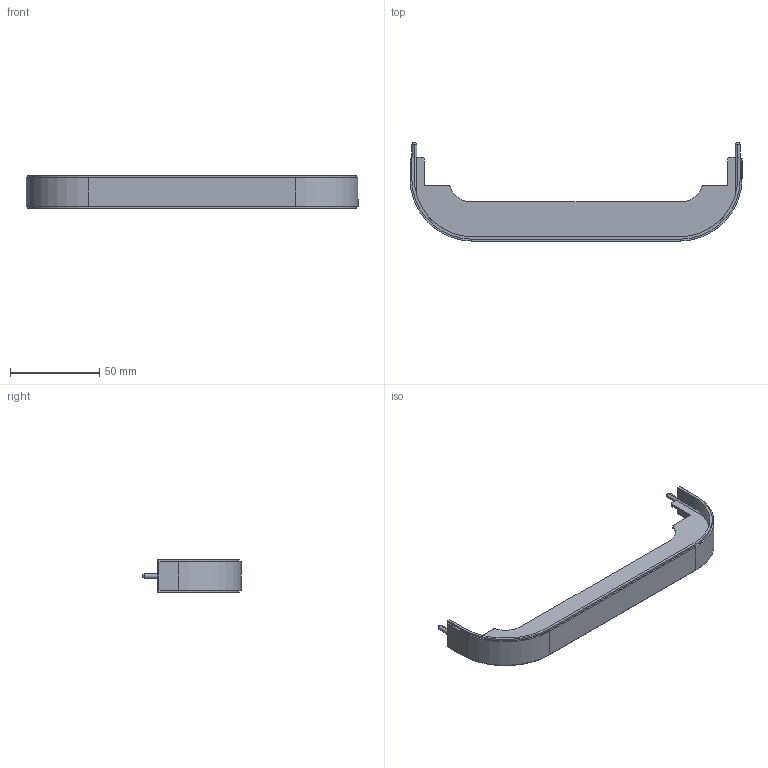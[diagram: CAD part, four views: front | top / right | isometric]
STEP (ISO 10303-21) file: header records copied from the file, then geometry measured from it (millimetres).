
FILE_DESCRIPTION (( 'STEP AP214' ), '1' );
FILE_NAME ('Accessories for aluminium profiles092018S02.step', '2016-11-23T18:28:45', ( '' ), ( '' ), 'SwSTEP 2.0', 'SolidWorks 2016', '' );
FILE_SCHEMA (( 'AUTOMOTIVE_DESIGN' ));
Length unit declared in the file: millimetre
Products named in the file (1): Accessories for aluminium profiles092018S02
Bounding box: 186 x 55 x 18 mm (x, y, z)
Volume: 15757.2 mm3; surface area: 17536.8 mm2
Topology: 1 solids, 1 shells, 56 faces, 158 edges, 104 vertices
Faces by surface type: plane 32, cylinder 20, cone 4
Entity records: 1888 total; most frequent: CARTESIAN_POINT 375, ORIENTED_EDGE 316, DIRECTION 308, EDGE_CURVE 158, LINE 106, VECTOR 106, VERTEX_POINT 104, AXIS2_PLACEMENT_3D 101
